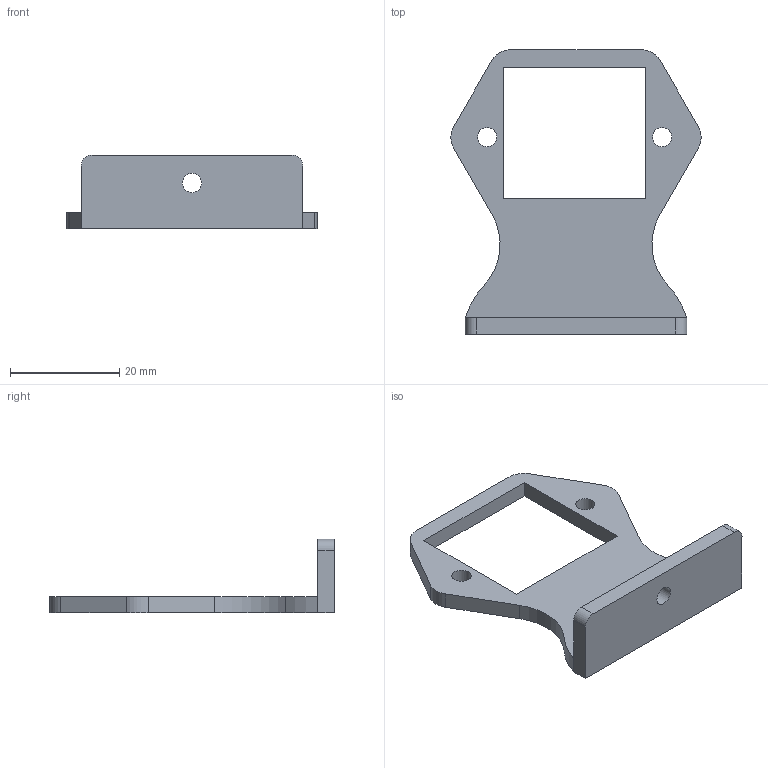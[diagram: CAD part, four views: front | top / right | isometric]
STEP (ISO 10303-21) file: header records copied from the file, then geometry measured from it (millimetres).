
FILE_DESCRIPTION(('FreeCAD Model'),'2;1');
FILE_NAME('renacuajo-DoubleIR-tongue.step', '2014-12-11T13:09:52',('FreeCAD'),('FreeCAD'), 'Open CASCADE STEP processor 6.7','FreeCAD','Unknown');
FILE_SCHEMA(('AUTOMOTIVE_DESIGN_CC2 { 1 2 10303 214 -1 1 5 4 }'));
Length unit declared in the file: millimetre
Products named in the file (1): Renacuajo_doubleIR_tongue
Bounding box: 45.76 x 52 x 13.5 mm (x, y, z)
Volume: 4929.8 mm3; surface area: 4297.1 mm2
Topology: 1 solids, 1 shells, 29 faces, 79 edges, 52 vertices
Faces by surface type: plane 16, cylinder 13
Full cylindrical faces by diameter (mm): 3.5 x3
Entity records: 1993 total; most frequent: CARTESIAN_POINT 385, DIRECTION 297, LINE 167, VECTOR 167, ORIENTED_EDGE 158, PCURVE 158, DEFINITIONAL_REPRESENTATION 158, EDGE_CURVE 79
